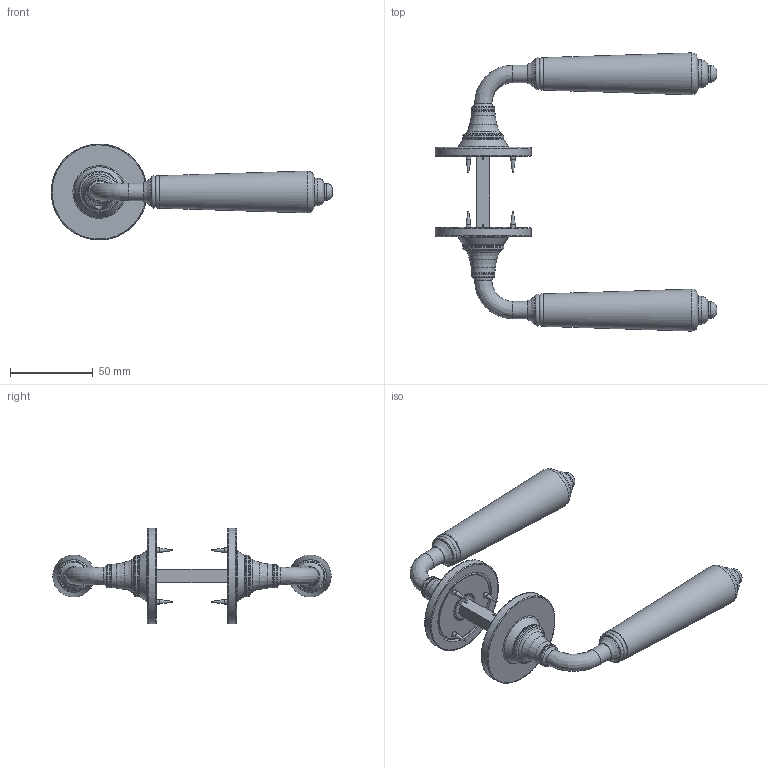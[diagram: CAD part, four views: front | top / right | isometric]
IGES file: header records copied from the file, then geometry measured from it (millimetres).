
Global section: file name: PK6973-B-R57; native system: Autodesk Inventor 2024; preprocessor: unknown; author: adaniels; date: 20250319.150849; units: millimetre
Bounding box: 170.29 x 168.39 x 58 mm (x, y, z)
Volume: 128472.9 mm3; surface area: 60682.9 mm2
Topology: 23 solids, 23 shells, 442 faces, 1226 edges, 856 vertices
Faces by surface type: bspline 442
